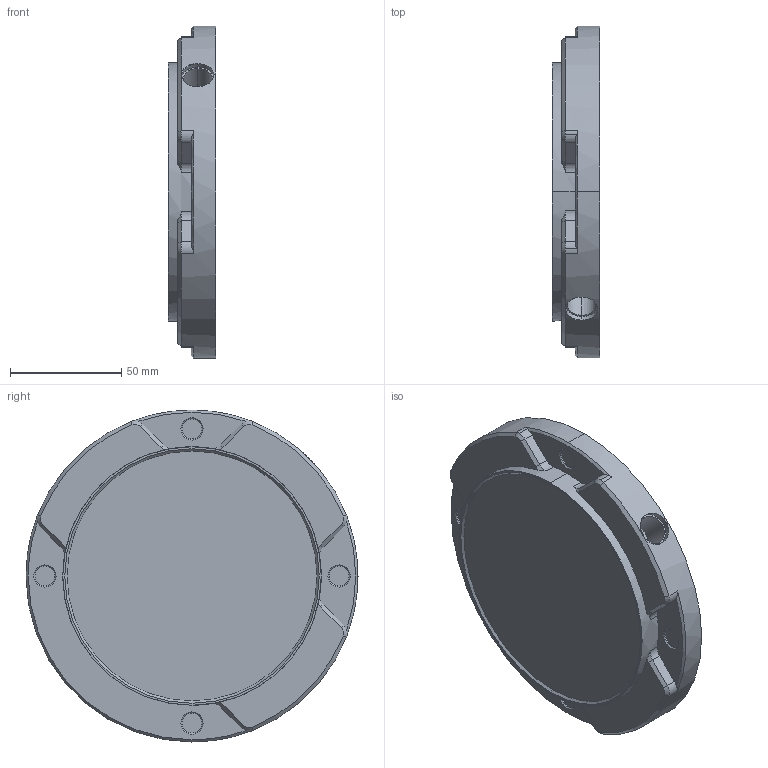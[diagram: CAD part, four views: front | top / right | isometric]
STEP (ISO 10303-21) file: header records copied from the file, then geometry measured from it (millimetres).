
FILE_DESCRIPTION (( 'STEP AP203' ), '1' );
FILE_NAME ('31320_Default_sldprt.STEP', '2025-12-17T08:34:11', ( '' ), ( '' ), 'SwSTEP 2.0', 'SolidWorks 2020', '' );
FILE_SCHEMA (( 'CONFIG_CONTROL_DESIGN' ));
Length unit declared in the file: centimetre
Products named in the file (1): 31320_Default_sldprt
Bounding box: 21.3 x 149 x 149 mm (x, y, z)
Volume: 307604.7 mm3; surface area: 44903.8 mm2
Topology: 1 solids, 1 shells, 93 faces, 224 edges, 140 vertices
Faces by surface type: cone 32, cylinder 32, plane 28, bspline 1
Entity records: 3089 total; most frequent: CARTESIAN_POINT 802, DIRECTION 491, ORIENTED_EDGE 448, EDGE_CURVE 224, AXIS2_PLACEMENT_3D 198, VERTEX_POINT 140, CIRCLE 105, EDGE_LOOP 100
